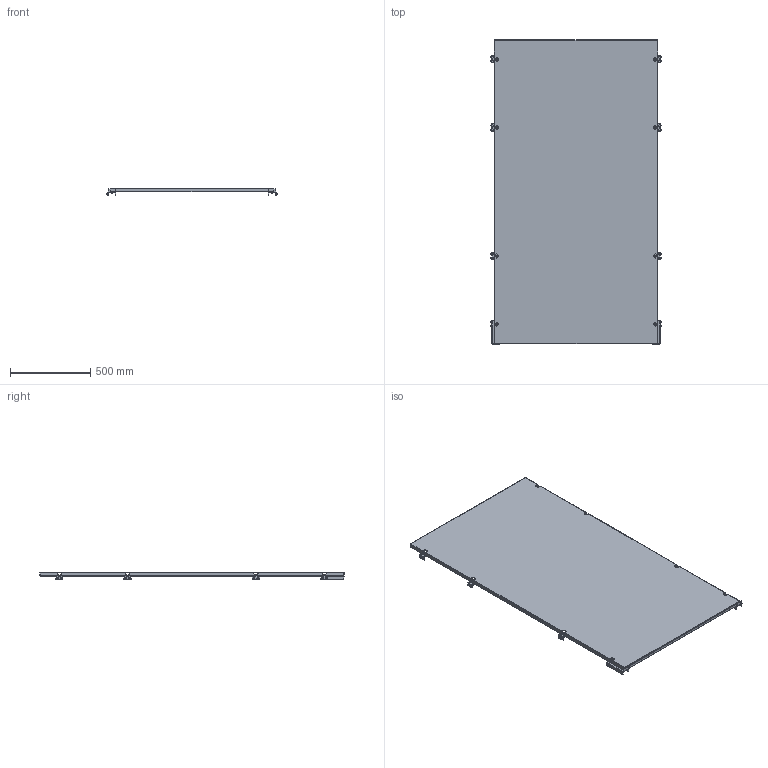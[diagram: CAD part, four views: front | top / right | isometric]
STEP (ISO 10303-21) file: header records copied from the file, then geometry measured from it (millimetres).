
FILE_DESCRIPTION(('STEP AP214'),'1');
FILE_NAME('cctmp_11141EB2-8B4E-4D80-B17F-453087081158_2024_05_06_11_40_11_0821..stp','2024-05-06T09:40:13',('SIEMENS A&D'),('CADClick - www.CADClick.com'),'Spatial InterOp 3D',' ','unknown authorization');
FILE_SCHEMA(('AUTOMOTIVE_DESIGN'));
Length unit declared in the file: millimetre
Products named in the file (34): cc_unnamed; 2024_05_06_11_40_11_0805; 2024_05_06_11_40_11_0774; 2024_05_06_11_40_11_0743; 2024_05_06_11_40_11_0712; 2024_05_06_11_40_11_0649; 2024_05_06_11_40_11_0618; 2024_05_06_11_40_11_0587; 2024_05_06_11_40_11_0555; 2024_05_06_11_40_11_0493; 2024_05_06_11_40_11_0462; 2024_05_06_11_40_11_0430; 2024_05_06_11_40_11_0399; 2024_05_06_11_40_11_0337; 2024_05_06_11_40_11_0305; 2024_05_06_11_40_11_0265; 2024_05_06_11_40_11_0234; 2024_05_06_11_40_11_0171; 2024_05_06_11_40_11_0140; 2024_05_06_11_40_11_0109; 2024_05_06_11_40_11_0078; 2024_05_06_11_40_11_0015; 2024_05_06_11_40_10_0982; 2024_05_06_11_40_10_0951; 2024_05_06_11_40_10_0920; 2024_05_06_11_40_10_0857; 2024_05_06_11_40_10_0826; 2024_05_06_11_40_10_0795; 2024_05_06_11_40_10_0764; 2024_05_06_11_40_10_0701; 2024_05_06_11_40_10_0670; 2024_05_06_11_40_10_0639; 2024_05_06_11_40_10_0607; 2024_05_06_11_40_10_0545
Assembly tree (33 placements, depth 2):
  cc_unnamed
    2024_05_06_11_40_11_0805
    2024_05_06_11_40_11_0774
    2024_05_06_11_40_11_0743
    2024_05_06_11_40_11_0712
    2024_05_06_11_40_11_0649
    2024_05_06_11_40_11_0618
    2024_05_06_11_40_11_0587
    2024_05_06_11_40_11_0555
    2024_05_06_11_40_11_0493
    2024_05_06_11_40_11_0462
    2024_05_06_11_40_11_0430
    2024_05_06_11_40_11_0399
    2024_05_06_11_40_11_0337
    2024_05_06_11_40_11_0305
    2024_05_06_11_40_11_0265
    2024_05_06_11_40_11_0234
    2024_05_06_11_40_11_0171
    2024_05_06_11_40_11_0140
    2024_05_06_11_40_11_0109
    2024_05_06_11_40_11_0078
    2024_05_06_11_40_11_0015
    2024_05_06_11_40_10_0982
    2024_05_06_11_40_10_0951
    2024_05_06_11_40_10_0920
    2024_05_06_11_40_10_0857
    2024_05_06_11_40_10_0826
    2024_05_06_11_40_10_0795
    2024_05_06_11_40_10_0764
    2024_05_06_11_40_10_0701
    2024_05_06_11_40_10_0670
    2024_05_06_11_40_10_0639
    2024_05_06_11_40_10_0607
    2024_05_06_11_40_10_0545
Bounding box: 1066 x 1897 x 46 mm (x, y, z)
Volume: 4345658.4 mm3; surface area: 4362029.6 mm2
Topology: 33 solids, 33 shells, 750 faces, 1852 edges, 1152 vertices
Faces by surface type: cylinder 356, plane 298, cone 96
Entity records: 29503 total; most frequent: DIRECTION 4236, CARTESIAN_POINT 3788, ORIENTED_EDGE 3704, EDGE_CURVE 1852, AXIS2_PLACEMENT_3D 1600, VERTEX_POINT 1152, LINE 1036, VECTOR 1036
